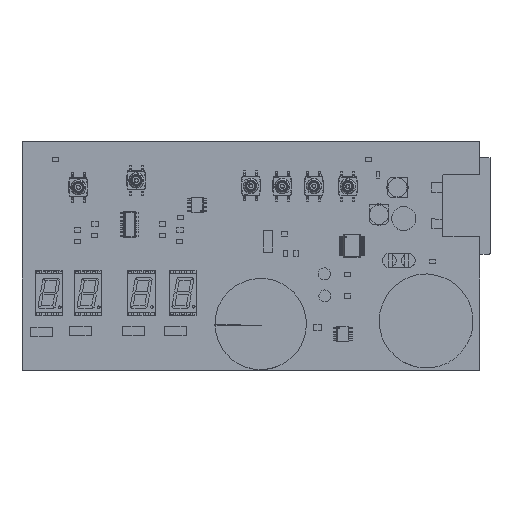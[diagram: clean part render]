
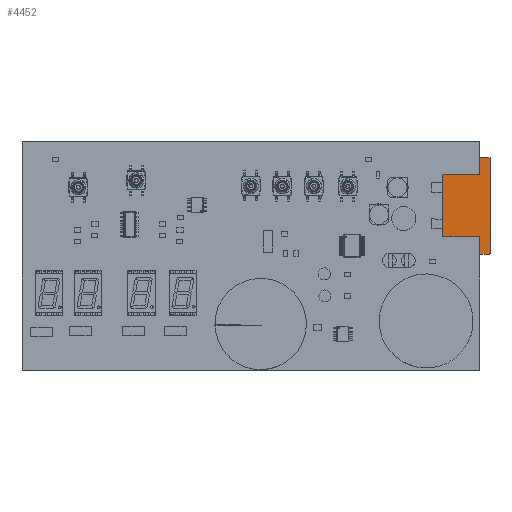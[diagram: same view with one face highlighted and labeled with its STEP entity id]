
A CAD part, top view. The second image highlights one B-rep face of the part: STEP entity #4452.
In plain terms, the highlighted planar face has unit normal (0, 0, 1).
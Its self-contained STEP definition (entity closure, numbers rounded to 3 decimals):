
#4035 = VERTEX_POINT('',#4036);
#4036 = CARTESIAN_POINT('',(7.813,-15.963,7.));
#4042 = EDGE_CURVE('',#4035,#4043,#4045,.T.);
#4043 = VERTEX_POINT('',#4044);
#4044 = CARTESIAN_POINT('',(7.738,-16.037,7.));
#4045 = LINE('',#4046,#4047);
#4046 = CARTESIAN_POINT('',(7.813,-15.963,7.));
#4047 = VECTOR('',#4048,1.);
#4048 = DIRECTION('',(-0.707,-0.707,0.));
#4073 = EDGE_CURVE('',#4043,#4074,#4076,.T.);
#4074 = VERTEX_POINT('',#4075);
#4075 = CARTESIAN_POINT('',(4.413,-16.037,7.));
#4076 = LINE('',#4077,#4078);
#4077 = CARTESIAN_POINT('',(7.738,-16.037,7.));
#4078 = VECTOR('',#4079,1.);
#4079 = DIRECTION('',(-1.,0.,0.));
#4104 = EDGE_CURVE('',#4074,#4105,#4107,.T.);
#4105 = VERTEX_POINT('',#4106);
#4106 = CARTESIAN_POINT('',(4.413,-10.338,7.));
#4107 = LINE('',#4108,#4109);
#4108 = CARTESIAN_POINT('',(4.413,-16.037,7.));
#4109 = VECTOR('',#4110,1.);
#4110 = DIRECTION('',(0.,1.,0.));
#4135 = EDGE_CURVE('',#4105,#4136,#4138,.T.);
#4136 = VERTEX_POINT('',#4137);
#4137 = CARTESIAN_POINT('',(4.388,-10.362,7.));
#4138 = LINE('',#4139,#4140);
#4139 = CARTESIAN_POINT('',(4.413,-10.338,7.));
#4140 = VECTOR('',#4141,1.);
#4141 = DIRECTION('',(-0.707,-0.707,0.));
#4166 = EDGE_CURVE('',#4136,#4167,#4169,.T.);
#4167 = VERTEX_POINT('',#4168);
#4168 = CARTESIAN_POINT('',(-7.862,-10.362,7.));
#4169 = LINE('',#4170,#4171);
#4170 = CARTESIAN_POINT('',(4.388,-10.362,7.));
#4171 = VECTOR('',#4172,1.);
#4172 = DIRECTION('',(-1.,0.,0.));
#4197 = EDGE_CURVE('',#4167,#4198,#4200,.T.);
#4198 = VERTEX_POINT('',#4199);
#4199 = CARTESIAN_POINT('',(-7.862,10.213,7.));
#4200 = LINE('',#4201,#4202);
#4201 = CARTESIAN_POINT('',(-7.862,-10.362,7.));
#4202 = VECTOR('',#4203,1.);
#4203 = DIRECTION('',(0.,1.,0.));
#4228 = EDGE_CURVE('',#4198,#4229,#4231,.T.);
#4229 = VERTEX_POINT('',#4230);
#4230 = CARTESIAN_POINT('',(-7.738,10.338,7.));
#4231 = LINE('',#4232,#4233);
#4232 = CARTESIAN_POINT('',(-7.862,10.213,7.));
#4233 = VECTOR('',#4234,1.);
#4234 = DIRECTION('',(0.707,0.707,0.));
#4259 = EDGE_CURVE('',#4229,#4260,#4262,.T.);
#4260 = VERTEX_POINT('',#4261);
#4261 = CARTESIAN_POINT('',(4.413,10.338,7.));
#4262 = LINE('',#4263,#4264);
#4263 = CARTESIAN_POINT('',(-7.738,10.338,7.));
#4264 = VECTOR('',#4265,1.);
#4265 = DIRECTION('',(1.,0.,0.));
#4290 = EDGE_CURVE('',#4260,#4291,#4293,.T.);
#4291 = VERTEX_POINT('',#4292);
#4292 = CARTESIAN_POINT('',(4.413,15.913,7.));
#4293 = LINE('',#4294,#4295);
#4294 = CARTESIAN_POINT('',(4.413,10.338,7.));
#4295 = VECTOR('',#4296,1.);
#4296 = DIRECTION('',(0.,1.,0.));
#4321 = EDGE_CURVE('',#4291,#4322,#4324,.T.);
#4322 = VERTEX_POINT('',#4323);
#4323 = CARTESIAN_POINT('',(4.537,16.037,7.));
#4324 = LINE('',#4325,#4326);
#4325 = CARTESIAN_POINT('',(4.413,15.913,7.));
#4326 = VECTOR('',#4327,1.);
#4327 = DIRECTION('',(0.707,0.707,0.));
#4352 = EDGE_CURVE('',#4322,#4353,#4355,.T.);
#4353 = VERTEX_POINT('',#4354);
#4354 = CARTESIAN_POINT('',(7.863,16.037,7.));
#4355 = LINE('',#4356,#4357);
#4356 = CARTESIAN_POINT('',(4.537,16.037,7.));
#4357 = VECTOR('',#4358,1.);
#4358 = DIRECTION('',(1.,0.,0.));
#4383 = EDGE_CURVE('',#4353,#4384,#4386,.T.);
#4384 = VERTEX_POINT('',#4385);
#4385 = CARTESIAN_POINT('',(7.863,-15.963,7.));
#4386 = LINE('',#4387,#4388);
#4387 = CARTESIAN_POINT('',(7.863,16.037,7.));
#4388 = VECTOR('',#4389,1.);
#4389 = DIRECTION('',(0.,-1.,0.));
#4414 = EDGE_CURVE('',#4384,#4035,#4415,.T.);
#4415 = LINE('',#4416,#4417);
#4416 = CARTESIAN_POINT('',(7.863,-15.963,7.));
#4417 = VECTOR('',#4418,1.);
#4418 = DIRECTION('',(-1.,0.,0.));
#4452 = ADVANCED_FACE('',(#4453),#4468,.T.);
#4453 = FACE_BOUND('',#4454,.F.);
#4454 = EDGE_LOOP('',(#4455,#4456,#4457,#4458,#4459,#4460,#4461,#4462,
    #4463,#4464,#4465,#4466,#4467));
#4455 = ORIENTED_EDGE('',*,*,#4042,.T.);
#4456 = ORIENTED_EDGE('',*,*,#4073,.T.);
#4457 = ORIENTED_EDGE('',*,*,#4104,.T.);
#4458 = ORIENTED_EDGE('',*,*,#4135,.T.);
#4459 = ORIENTED_EDGE('',*,*,#4166,.T.);
#4460 = ORIENTED_EDGE('',*,*,#4197,.T.);
#4461 = ORIENTED_EDGE('',*,*,#4228,.T.);
#4462 = ORIENTED_EDGE('',*,*,#4259,.T.);
#4463 = ORIENTED_EDGE('',*,*,#4290,.T.);
#4464 = ORIENTED_EDGE('',*,*,#4321,.T.);
#4465 = ORIENTED_EDGE('',*,*,#4352,.T.);
#4466 = ORIENTED_EDGE('',*,*,#4383,.T.);
#4467 = ORIENTED_EDGE('',*,*,#4414,.T.);
#4468 = PLANE('',#4469);
#4469 = AXIS2_PLACEMENT_3D('',#4470,#4471,#4472);
#4470 = CARTESIAN_POINT('',(7.813,-15.963,7.));
#4471 = DIRECTION('',(0.,0.,1.));
#4472 = DIRECTION('',(1.,0.,0.));
